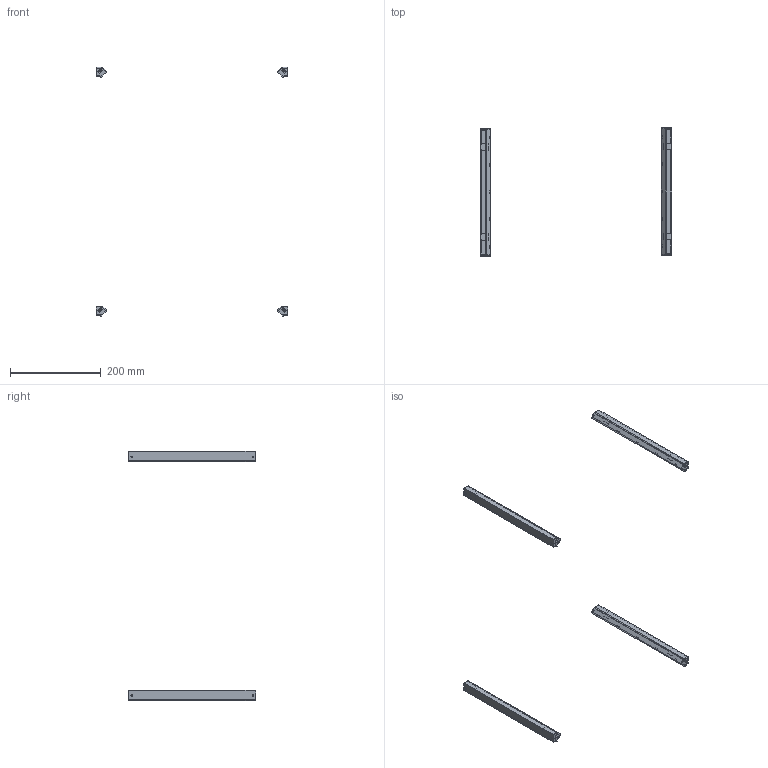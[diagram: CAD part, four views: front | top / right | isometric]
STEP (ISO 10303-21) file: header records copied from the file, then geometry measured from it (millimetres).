
FILE_DESCRIPTION(/* description */ (''),/* implementation_level */ '2;1');
FILE_NAME(/* name */ 'Daylight on a Stick Diffuser Mount.step',/* time_stamp */ '2024-09-17T15:32:27-04:00',/* author */ (''),/* organization */ (''),/* preprocessor_version */ 'ST-DEVELOPER v20',/* originating_system */ 'Autodesk Translation Framework v13.14.0.145',/* authorisation */ '');
FILE_SCHEMA (('AUTOMOTIVE_DESIGN { 1 0 10303 214 3 1 1 }'));
Products named in the file (175): Daylight on a Stick Diffuser Mount; Chamber; Left (1); Daylight Disco; C_0805_2012Metric; LED_WS2812B_PLCC4_5.0x5.0mm_P3.2mm; C_0805_2012Metric_1; LED_WS2812B_PLCC4_5.0x5.0mm_P3.2mm_1; LED_WS2812B_PLCC4_5.0x5.0mm_P3.2mm_2; LED_WS2812B_PLCC4_5.0x5.0mm_P3.2mm_3; C_0805_2012Metric_2; C_0805_2012Metric_3; LED_WS2812B_PLCC4_5.0x5.0mm_P3.2mm_4; LED_WS2812B_PLCC4_5.0x5.0mm_P3.2mm_5; C_0805_2012Metric_4; C_0805_2012Metric_5; C_0805_2012Metric_6; LED_WS2812B_PLCC4_5.0x5.0mm_P3.2mm_6; LED_WS2812B_PLCC4_5.0x5.0mm_P3.2mm_7; LED_WS2812B_PLCC4_5.0x5.0mm_P3.2mm_8; LED_WS2812B_PLCC4_5.0x5.0mm_P3.2mm_9; LED_WS2812B_PLCC4_5.0x5.0mm_P3.2mm_10; LED_WS2812B_PLCC4_5.0x5.0mm_P3.2mm_11; LED_WS2812B_PLCC4_5.0x5.0mm_P3.2mm_12; LED_WS2812B_PLCC4_5.0x5.0mm_P3.2mm_13; C_0805_2012Metric_7; LED_WS2812B_PLCC4_5.0x5.0mm_P3.2mm_14; JST_XH_S3B-XH-A-1_1x03_P2.50mm_Horizontal; JST_XH_S3B-XH-A-1_1x03_P2.50mm_Horizontal_1; SOLID; PCB; C_0805_2012Metric_8; C_0805_2012Metric_9; C_0805_2012Metric_10; C_0805_2012Metric_11; LED_WS2812B_PLCC4_5.0x5.0mm_P3.2mm_15; C_0805_2012Metric_12; LED_WS2812B_PLCC4_5.0x5.0mm_P3.2mm_16; C_0805_2012Metric_13; C_0805_2012Metric_14 ...
Assembly tree (302 placements, depth 6):
  Daylight on a Stick Diffuser Mount
    Chamber
      Left (1)
        Daylight Disco
          C_0805_2012Metric
            SOLID_1
          LED_WS2812B_PLCC4_5.0x5.0mm_P3.2mm
            SOLID_2
          C_0805_2012Metric_1
            SOLID_1
          LED_WS2812B_PLCC4_5.0x5.0mm_P3.2mm_1
            SOLID_2
          LED_WS2812B_PLCC4_5.0x5.0mm_P3.2mm_2
            SOLID_2
          LED_WS2812B_PLCC4_5.0x5.0mm_P3.2mm_3
            SOLID_2
          C_0805_2012Metric_2
            SOLID_1
          C_0805_2012Metric_3
            SOLID_1
          LED_WS2812B_PLCC4_5.0x5.0mm_P3.2mm_4
            SOLID_2
          LED_WS2812B_PLCC4_5.0x5.0mm_P3.2mm_5
            SOLID_2
          C_0805_2012Metric_4
            SOLID_1
          C_0805_2012Metric_5
            SOLID_1
          C_0805_2012Metric_6
            SOLID_1
          LED_WS2812B_PLCC4_5.0x5.0mm_P3.2mm_6
            SOLID_2
          LED_WS2812B_PLCC4_5.0x5.0mm_P3.2mm_7
            SOLID_2
          LED_WS2812B_PLCC4_5.0x5.0mm_P3.2mm_8
            SOLID_2
          LED_WS2812B_PLCC4_5.0x5.0mm_P3.2mm_9
            SOLID_2
          LED_WS2812B_PLCC4_5.0x5.0mm_P3.2mm_10
            SOLID_2
          LED_WS2812B_PLCC4_5.0x5.0mm_P3.2mm_11
            SOLID_2
          LED_WS2812B_PLCC4_5.0x5.0mm_P3.2mm_12
            SOLID_2
          LED_WS2812B_PLCC4_5.0x5.0mm_P3.2mm_13
            SOLID_2
          C_0805_2012Metric_7
            SOLID_1
          LED_WS2812B_PLCC4_5.0x5.0mm_P3.2mm_14
            SOLID_2
          JST_XH_S3B-XH-A-1_1x03_P2.50mm_Horizontal
            SOLID
          JST_XH_S3B-XH-A-1_1x03_P2.50mm_Horizontal_1
            SOLID
          PCB
          C_0805_2012Metric_8
            SOLID_1
          C_0805_2012Metric_9
            SOLID_1
          C_0805_2012Metric_10
Bounding box: 420.1 x 281.23 x 548.42 mm (x, y, z)
Volume: 181223.3 mm3; surface area: 209053.1 mm2
Topology: 152 solids, 152 shells, 9116 faces, 24888 edges, 16080 vertices
Faces by surface type: plane 6008, cylinder 2932, cone 112, torus 32, bspline 32
Full cylindrical faces by diameter (mm): 0.5 x64, 0.95 x24, 1 x4, 3.2 x16, 3.333 x72, 4.7 x8
Entity records: 79598 total; most frequent: CARTESIAN_POINT 14109, DIRECTION 13394, ORIENTED_EDGE 12512, EDGE_CURVE 6256, LINE 4488, VECTOR 4488, AXIS2_PLACEMENT_3D 4453, VERTEX_POINT 4000
